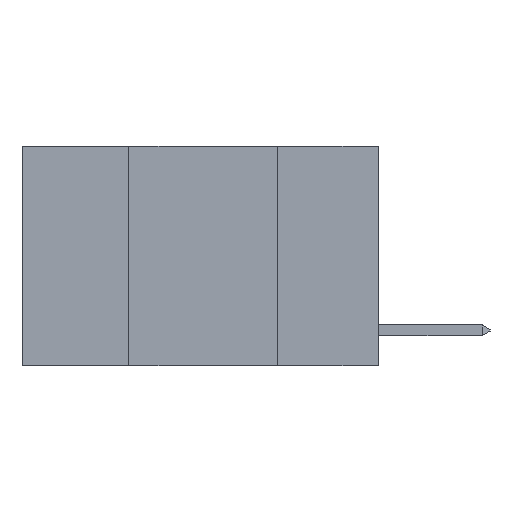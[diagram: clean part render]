
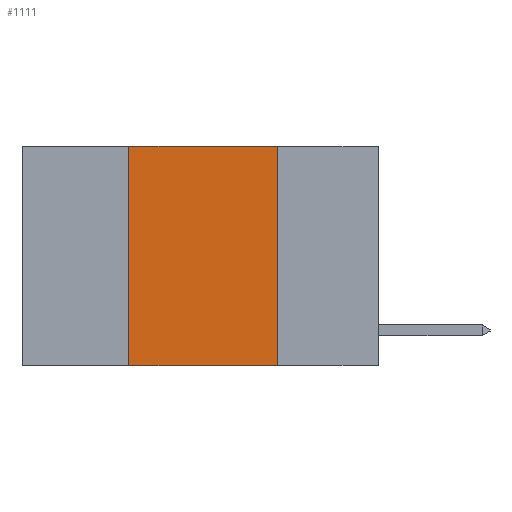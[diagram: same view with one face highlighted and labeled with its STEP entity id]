
A CAD part, left-side view. The second image highlights one B-rep face of the part: STEP entity #1111.
In plain terms, the highlighted planar face has unit normal (-1, 0, 0).
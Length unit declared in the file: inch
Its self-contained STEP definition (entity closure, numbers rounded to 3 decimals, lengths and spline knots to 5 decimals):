
#634 = FACE_OUTER_BOUND ( 'NONE', #7089, .T. ) ;
#749 = DIRECTION ( 'NONE',  ( 0., -1., 0. ) ) ;
#1111 = ADVANCED_FACE ( 'NONE', ( #634 ), #5026, .F. ) ;
#1156 = ORIENTED_EDGE ( 'NONE', *, *, #6089, .F. ) ;
#1368 = ORIENTED_EDGE ( 'NONE', *, *, #5640, .T. ) ;
#1947 = LINE ( 'NONE', #6109, #3491 ) ;
#2009 = DIRECTION ( 'NONE',  ( 1., 0., 0. ) ) ;
#2578 = CARTESIAN_POINT ( 'NONE',  ( 0., 0.42, 0. ) ) ;
#2783 = VECTOR ( 'NONE', #749, 39.37008 ) ;
#3082 = CARTESIAN_POINT ( 'NONE',  ( 0., 0.17, 0. ) ) ;
#3106 = CARTESIAN_POINT ( 'NONE',  ( 0., 0.6, 0. ) ) ;
#3277 = VERTEX_POINT ( 'NONE', #9264 ) ;
#3380 = DIRECTION ( 'NONE',  ( 0., 0., 1. ) ) ;
#3474 = VERTEX_POINT ( 'NONE', #2578 ) ;
#3480 = DIRECTION ( 'NONE',  ( 0., -1., 0. ) ) ;
#3491 = VECTOR ( 'NONE', #3380, 39.37008 ) ;
#4065 = VECTOR ( 'NONE', #7876, 39.37008 ) ;
#4289 = LINE ( 'NONE', #3082, #4065 ) ;
#4587 = CARTESIAN_POINT ( 'NONE',  ( 0., 0.6, 0. ) ) ;
#4599 = DIRECTION ( 'NONE',  ( 0., 0., -1. ) ) ;
#5026 = PLANE ( 'NONE',  #6240 ) ;
#5027 = LINE ( 'NONE', #7576, #6393 ) ;
#5265 = CARTESIAN_POINT ( 'NONE',  ( 0., 0.42, -0.37 ) ) ;
#5640 = EDGE_CURVE ( 'NONE', #8540, #3277, #5027, .T. ) ;
#6089 = EDGE_CURVE ( 'NONE', #7507, #3277, #4289, .T. ) ;
#6109 = CARTESIAN_POINT ( 'NONE',  ( 0., 0.42, 0. ) ) ;
#6240 = AXIS2_PLACEMENT_3D ( 'NONE', #3106, #2009, #4599 ) ;
#6393 = VECTOR ( 'NONE', #3480, 39.37008 ) ;
#6538 = EDGE_CURVE ( 'NONE', #8540, #3474, #1947, .T. ) ;
#6775 = CARTESIAN_POINT ( 'NONE',  ( 0., 0.17, 0. ) ) ;
#6776 = ORIENTED_EDGE ( 'NONE', *, *, #6538, .F. ) ;
#7089 = EDGE_LOOP ( 'NONE', ( #1156, #7725, #6776, #1368 ) ) ;
#7213 = EDGE_CURVE ( 'NONE', #3474, #7507, #8261, .T. ) ;
#7507 = VERTEX_POINT ( 'NONE', #6775 ) ;
#7576 = CARTESIAN_POINT ( 'NONE',  ( 0., 0.6, -0.37 ) ) ;
#7725 = ORIENTED_EDGE ( 'NONE', *, *, #7213, .F. ) ;
#7876 = DIRECTION ( 'NONE',  ( 0., 0., -1. ) ) ;
#8261 = LINE ( 'NONE', #4587, #2783 ) ;
#8540 = VERTEX_POINT ( 'NONE', #5265 ) ;
#9264 = CARTESIAN_POINT ( 'NONE',  ( 0., 0.17, -0.37 ) ) ;
